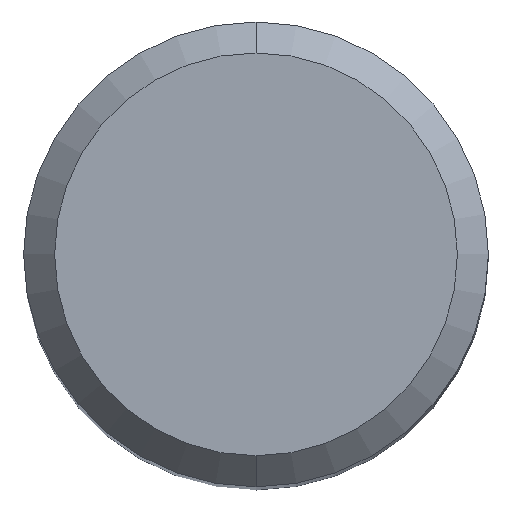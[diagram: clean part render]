
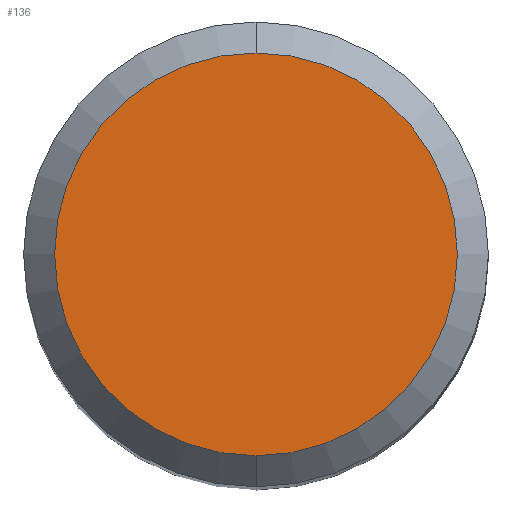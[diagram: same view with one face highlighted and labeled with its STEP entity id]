
A CAD part, top view. The second image highlights one B-rep face of the part: STEP entity #136.
In plain terms, the highlighted planar face has unit normal (0, 0, 1).
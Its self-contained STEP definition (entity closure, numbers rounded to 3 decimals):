
#136=ADVANCED_FACE('',(#280),#281,.T.);
#158=VERTEX_POINT('',#307);
#172=EDGE_CURVE('',#158,#194,#324,.T.);
#194=VERTEX_POINT('',#346);
#204=EDGE_CURVE('',#194,#158,#356,.T.);
#280=FACE_OUTER_BOUND('',#434,.T.);
#281=PLANE('',#435);
#307=CARTESIAN_POINT('',(0.,-2.6,0.0));
#324=CIRCLE('',#489,2.6);
#346=CARTESIAN_POINT('',(0.0,2.6,0.0));
#356=CIRCLE('',#533,2.6);
#434=EDGE_LOOP('',(#613,#614));
#435=AXIS2_PLACEMENT_3D('',#615,#616,#617);
#489=AXIS2_PLACEMENT_3D('',#681,#682,#683);
#533=AXIS2_PLACEMENT_3D('',#702,#703,#704);
#613=ORIENTED_EDGE('',*,*,#204,.F.);
#614=ORIENTED_EDGE('',*,*,#172,.F.);
#615=CARTESIAN_POINT('',(0.0,1.3,0.0));
#616=DIRECTION('',(-0.0,0.0,1.0));
#617=DIRECTION('',(0.0,-1.0,0.0));
#681=CARTESIAN_POINT('',(0.0,0.0,0.0));
#682=DIRECTION('',(0.0,0.0,-1.0));
#683=DIRECTION('',(0.0,1.0,0.0));
#702=CARTESIAN_POINT('',(0.0,0.0,0.0));
#703=DIRECTION('',(0.0,0.0,-1.0));
#704=DIRECTION('',(0.0,1.0,0.0));
